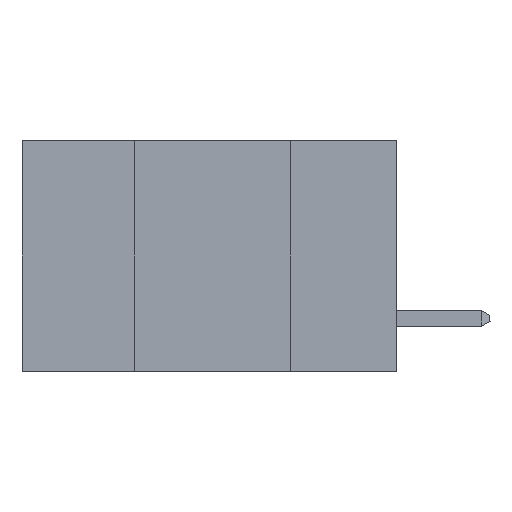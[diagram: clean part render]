
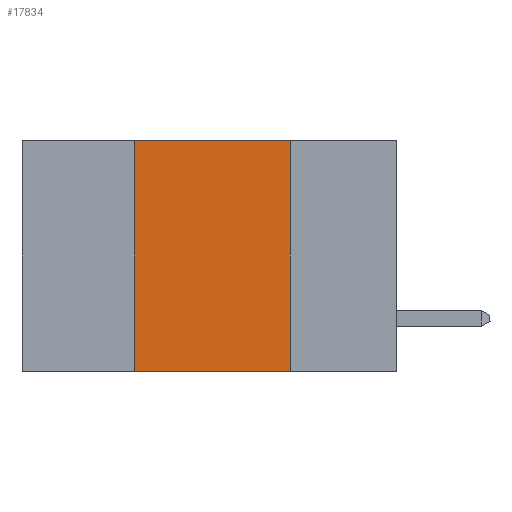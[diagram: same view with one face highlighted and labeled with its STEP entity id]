
A CAD part, left-side view. The second image highlights one B-rep face of the part: STEP entity #17834.
In plain terms, the highlighted planar face has unit normal (-1, 0, 0).
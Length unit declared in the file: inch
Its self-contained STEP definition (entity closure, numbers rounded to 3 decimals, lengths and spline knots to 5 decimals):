
#334 = DIRECTION ( 'NONE',  ( 0., -1., 0. ) ) ;
#734 = DIRECTION ( 'NONE',  ( 1., 0., 0. ) ) ;
#877 = CARTESIAN_POINT ( 'NONE',  ( 0., 0.17, 0. ) ) ;
#1023 = CARTESIAN_POINT ( 'NONE',  ( 0., 0.42, -0.37 ) ) ;
#2892 = DIRECTION ( 'NONE',  ( 0., -1., 0. ) ) ;
#3551 = AXIS2_PLACEMENT_3D ( 'NONE', #7727, #734, #14183 ) ;
#4773 = VERTEX_POINT ( 'NONE', #18425 ) ;
#7401 = CARTESIAN_POINT ( 'NONE',  ( 0., 0.17, 0. ) ) ;
#7727 = CARTESIAN_POINT ( 'NONE',  ( 0., 0.6, 0. ) ) ;
#8981 = CARTESIAN_POINT ( 'NONE',  ( 0., 0.42, 0. ) ) ;
#9238 = LINE ( 'NONE', #24783, #25155 ) ;
#9615 = CARTESIAN_POINT ( 'NONE',  ( 0., 0.6, 0. ) ) ;
#9788 = VECTOR ( 'NONE', #2892, 39.37008 ) ;
#12523 = VERTEX_POINT ( 'NONE', #877 ) ;
#14183 = DIRECTION ( 'NONE',  ( 0., 0., -1. ) ) ;
#14746 = FACE_OUTER_BOUND ( 'NONE', #28370, .T. ) ;
#16039 = LINE ( 'NONE', #7401, #28525 ) ;
#16314 = DIRECTION ( 'NONE',  ( 0., 0., -1. ) ) ;
#17728 = VERTEX_POINT ( 'NONE', #1023 ) ;
#17834 = ADVANCED_FACE ( 'NONE', ( #14746 ), #20764, .F. ) ;
#18116 = LINE ( 'NONE', #9615, #9788 ) ;
#18301 = ORIENTED_EDGE ( 'NONE', *, *, #21113, .T. ) ;
#18425 = CARTESIAN_POINT ( 'NONE',  ( 0., 0.17, -0.37 ) ) ;
#18600 = ORIENTED_EDGE ( 'NONE', *, *, #26847, .F. ) ;
#19503 = VERTEX_POINT ( 'NONE', #8981 ) ;
#19769 = ORIENTED_EDGE ( 'NONE', *, *, #22960, .F. ) ;
#20764 = PLANE ( 'NONE',  #3551 ) ;
#20911 = CARTESIAN_POINT ( 'NONE',  ( 0., 0.42, 0. ) ) ;
#21113 = EDGE_CURVE ( 'NONE', #17728, #4773, #9238, .T. ) ;
#21209 = DIRECTION ( 'NONE',  ( 0., 0., 1. ) ) ;
#22960 = EDGE_CURVE ( 'NONE', #17728, #19503, #23119, .T. ) ;
#23119 = LINE ( 'NONE', #20911, #23210 ) ;
#23210 = VECTOR ( 'NONE', #21209, 39.37008 ) ;
#24648 = ORIENTED_EDGE ( 'NONE', *, *, #28433, .F. ) ;
#24783 = CARTESIAN_POINT ( 'NONE',  ( 0., 0.6, -0.37 ) ) ;
#25155 = VECTOR ( 'NONE', #334, 39.37008 ) ;
#26847 = EDGE_CURVE ( 'NONE', #12523, #4773, #16039, .T. ) ;
#28370 = EDGE_LOOP ( 'NONE', ( #18600, #24648, #19769, #18301 ) ) ;
#28433 = EDGE_CURVE ( 'NONE', #19503, #12523, #18116, .T. ) ;
#28525 = VECTOR ( 'NONE', #16314, 39.37008 ) ;
